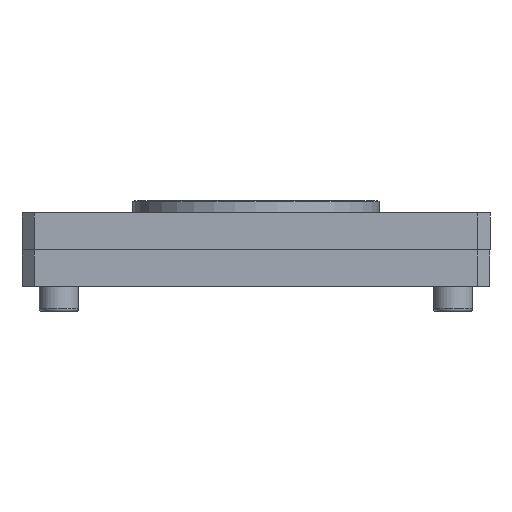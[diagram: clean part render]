
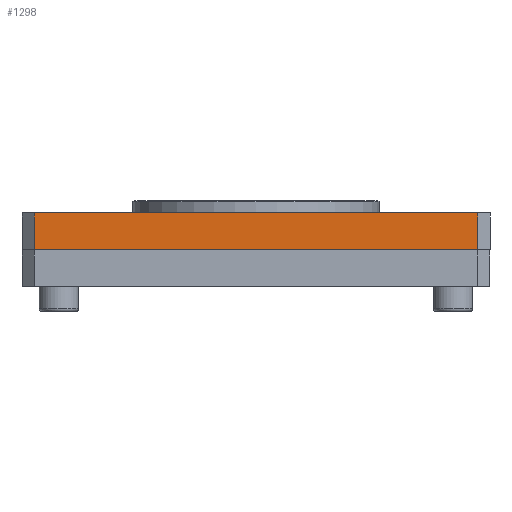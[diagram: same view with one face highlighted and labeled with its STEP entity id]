
A CAD part, front view. The second image highlights one B-rep face of the part: STEP entity #1298.
In plain terms, the highlighted planar face has unit normal (0, -1, 0).
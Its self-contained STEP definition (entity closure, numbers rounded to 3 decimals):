
#111 = CARTESIAN_POINT ( 'NONE',  ( 90., -100., 20. ) ) ;
#223 = DIRECTION ( 'NONE',  ( 0., 0., 1. ) ) ;
#359 = CARTESIAN_POINT ( 'NONE',  ( -90., -100., 15. ) ) ;
#370 = VERTEX_POINT ( 'NONE', #359 ) ;
#407 = DIRECTION ( 'NONE',  ( 1., 0., 0. ) ) ;
#561 = CARTESIAN_POINT ( 'NONE',  ( -95., -100., 15. ) ) ;
#583 = VERTEX_POINT ( 'NONE', #1183 ) ;
#664 = CARTESIAN_POINT ( 'NONE',  ( -90., -100., 20. ) ) ;
#677 = AXIS2_PLACEMENT_3D ( 'NONE', #2601, #2894, #223 ) ;
#726 = EDGE_CURVE ( 'NONE', #583, #2517, #2313, .T. ) ;
#784 = EDGE_CURVE ( 'NONE', #3581, #583, #2210, .T. ) ;
#1059 = EDGE_CURVE ( 'NONE', #370, #2517, #2027, .T. ) ;
#1137 = EDGE_LOOP ( 'NONE', ( #3027, #3582, #3584, #3702 ) ) ;
#1183 = CARTESIAN_POINT ( 'NONE',  ( 90., -100., 0. ) ) ;
#1263 = DIRECTION ( 'NONE',  ( 0., 0., -1. ) ) ;
#1298 = ADVANCED_FACE ( 'NONE', ( #3301 ), #1393, .F. ) ;
#1393 = PLANE ( 'NONE',  #677 ) ;
#1748 = DIRECTION ( 'NONE',  ( 1., 0., 0. ) ) ;
#1828 = CARTESIAN_POINT ( 'NONE',  ( -90., -100., 0. ) ) ;
#1879 = DIRECTION ( 'NONE',  ( 0., 0., 1. ) ) ;
#2027 = LINE ( 'NONE', #561, #2309 ) ;
#2210 = LINE ( 'NONE', #2466, #3196 ) ;
#2309 = VECTOR ( 'NONE', #1748, 1000. ) ;
#2313 = LINE ( 'NONE', #111, #2964 ) ;
#2380 = LINE ( 'NONE', #664, #3760 ) ;
#2466 = CARTESIAN_POINT ( 'NONE',  ( -95., -100., 0. ) ) ;
#2517 = VERTEX_POINT ( 'NONE', #3055 ) ;
#2601 = CARTESIAN_POINT ( 'NONE',  ( -95., -100., 20. ) ) ;
#2894 = DIRECTION ( 'NONE',  ( 0., 1., 0. ) ) ;
#2964 = VECTOR ( 'NONE', #1879, 1000. ) ;
#3027 = ORIENTED_EDGE ( 'NONE', *, *, #784, .T. ) ;
#3055 = CARTESIAN_POINT ( 'NONE',  ( 90., -100., 15. ) ) ;
#3101 = EDGE_CURVE ( 'NONE', #370, #3581, #2380, .T. ) ;
#3196 = VECTOR ( 'NONE', #407, 1000. ) ;
#3301 = FACE_OUTER_BOUND ( 'NONE', #1137, .T. ) ;
#3581 = VERTEX_POINT ( 'NONE', #1828 ) ;
#3582 = ORIENTED_EDGE ( 'NONE', *, *, #726, .T. ) ;
#3584 = ORIENTED_EDGE ( 'NONE', *, *, #1059, .F. ) ;
#3702 = ORIENTED_EDGE ( 'NONE', *, *, #3101, .T. ) ;
#3760 = VECTOR ( 'NONE', #1263, 1000. ) ;
